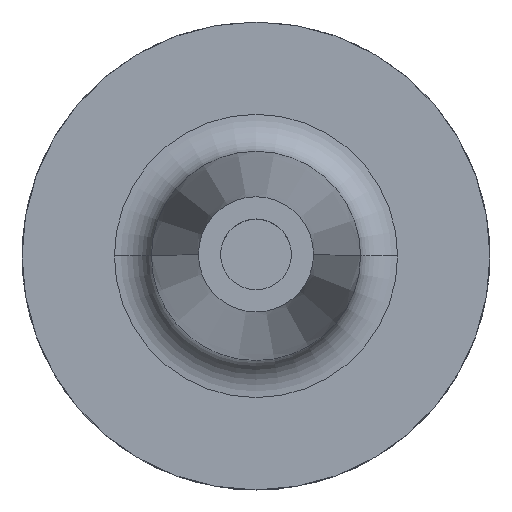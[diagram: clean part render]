
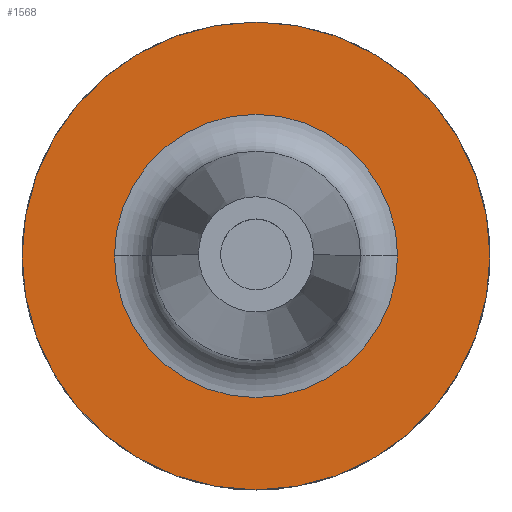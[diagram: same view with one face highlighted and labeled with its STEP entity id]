
A CAD part, top view. The second image highlights one B-rep face of the part: STEP entity #1568.
In plain terms, the highlighted planar face has unit normal (0, 0, 1).
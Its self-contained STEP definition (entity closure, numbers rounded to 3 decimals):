
#69 = CARTESIAN_POINT ( 'NONE',  ( 0., 0., 27. ) ) ;
#80 = EDGE_CURVE ( 'NONE', #1078, #199, #803, .T. ) ;
#104 = DIRECTION ( 'NONE',  ( 0., 0., -1. ) ) ;
#127 = DIRECTION ( 'NONE',  ( 0., 0., -1. ) ) ;
#133 = DIRECTION ( 'NONE',  ( -1., 0., 0. ) ) ;
#145 = EDGE_CURVE ( 'NONE', #727, #1126, #971, .T. ) ;
#167 = ORIENTED_EDGE ( 'NONE', *, *, #80, .T. ) ;
#199 = VERTEX_POINT ( 'NONE', #1598 ) ;
#215 = ORIENTED_EDGE ( 'NONE', *, *, #1453, .T. ) ;
#293 = CARTESIAN_POINT ( 'NONE',  ( 0., 0., 27. ) ) ;
#334 = FACE_OUTER_BOUND ( 'NONE', #1245, .T. ) ;
#385 = AXIS2_PLACEMENT_3D ( 'NONE', #917, #447, #1443 ) ;
#407 = AXIS2_PLACEMENT_3D ( 'NONE', #477, #104, #706 ) ;
#446 = CARTESIAN_POINT ( 'NONE',  ( 19.067, 0., 27. ) ) ;
#447 = DIRECTION ( 'NONE',  ( 0., 0., -1. ) ) ;
#450 = CIRCLE ( 'NONE', #407, 19.067 ) ;
#477 = CARTESIAN_POINT ( 'NONE',  ( 0., 0., 27. ) ) ;
#640 = AXIS2_PLACEMENT_3D ( 'NONE', #69, #811, #1069 ) ;
#692 = ORIENTED_EDGE ( 'NONE', *, *, #145, .F. ) ;
#706 = DIRECTION ( 'NONE',  ( -1., 0., 0. ) ) ;
#727 = VERTEX_POINT ( 'NONE', #835 ) ;
#729 = DIRECTION ( 'NONE',  ( 0., 0., -1. ) ) ;
#803 = CIRCLE ( 'NONE', #385, 19.067 ) ;
#811 = DIRECTION ( 'NONE',  ( 0., 0., -1. ) ) ;
#835 = CARTESIAN_POINT ( 'NONE',  ( 31.5, 0., 27. ) ) ;
#889 = PLANE ( 'NONE',  #1166 ) ;
#905 = EDGE_LOOP ( 'NONE', ( #215, #167 ) ) ;
#917 = CARTESIAN_POINT ( 'NONE',  ( 0., 0., 27. ) ) ;
#971 = CIRCLE ( 'NONE', #640, 31.5 ) ;
#1069 = DIRECTION ( 'NONE',  ( -1., 0., 0. ) ) ;
#1078 = VERTEX_POINT ( 'NONE', #446 ) ;
#1126 = VERTEX_POINT ( 'NONE', #1330 ) ;
#1166 = AXIS2_PLACEMENT_3D ( 'NONE', #293, #729, #1465 ) ;
#1212 = CIRCLE ( 'NONE', #1332, 31.5 ) ;
#1245 = EDGE_LOOP ( 'NONE', ( #1515, #692 ) ) ;
#1257 = FACE_BOUND ( 'NONE', #905, .T. ) ;
#1330 = CARTESIAN_POINT ( 'NONE',  ( -31.5, 0., 27. ) ) ;
#1332 = AXIS2_PLACEMENT_3D ( 'NONE', #1357, #127, #133 ) ;
#1357 = CARTESIAN_POINT ( 'NONE',  ( 0., 0., 27. ) ) ;
#1443 = DIRECTION ( 'NONE',  ( -1., 0., 0. ) ) ;
#1453 = EDGE_CURVE ( 'NONE', #199, #1078, #450, .T. ) ;
#1465 = DIRECTION ( 'NONE',  ( -1., 0., 0. ) ) ;
#1515 = ORIENTED_EDGE ( 'NONE', *, *, #1600, .F. ) ;
#1568 = ADVANCED_FACE ( 'NONE', ( #1257, #334 ), #889, .F. ) ;
#1598 = CARTESIAN_POINT ( 'NONE',  ( -19.067, 0., 27. ) ) ;
#1600 = EDGE_CURVE ( 'NONE', #1126, #727, #1212, .T. ) ;
